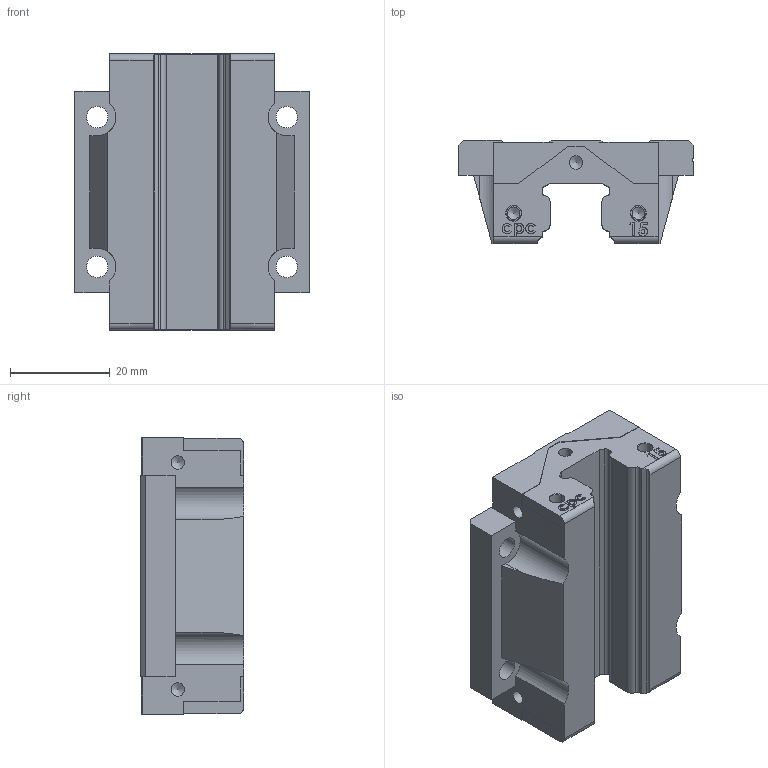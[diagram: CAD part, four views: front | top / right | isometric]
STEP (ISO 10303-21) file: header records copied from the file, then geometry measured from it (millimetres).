
FILE_DESCRIPTION((''),'2;1');
FILE_NAME('Motedis_HRC15FN-SZ-V0-N-BLOCK.stp','2019-09-12T12:14:17',('User'),(''),'Autodesk Inventor 2009','Autodesk Inventor 2009','');
FILE_SCHEMA(('AUTOMOTIVE_DESIGN { 1 0 10303 214 1 1 1 1 }'));
Length unit declared in the file: millimetre
Products named in the file (1): Motedis_HRC15FN-SZ-V0-N-BLOCK
Bounding box: 47 x 20.7 x 55.5 mm (x, y, z)
Volume: 33597.4 mm3; surface area: 10386 mm2
Topology: 1 solids, 1 shells, 278 faces, 754 edges, 496 vertices
Faces by surface type: plane 153, bspline 64, cylinder 43, cone 18
Full cylindrical faces by diameter (mm): 2 x2, 2.5 x4, 2.7 x6, 3 x4, 4.3 x4, 6 x2
Entity records: 14069 total; most frequent: CARTESIAN_POINT 7604, ORIENTED_EDGE 1396, DIRECTION 1100, EDGE_CURVE 698, VERTEX_POINT 480, VECTOR 462, LINE 462, EDGE_LOOP 344
